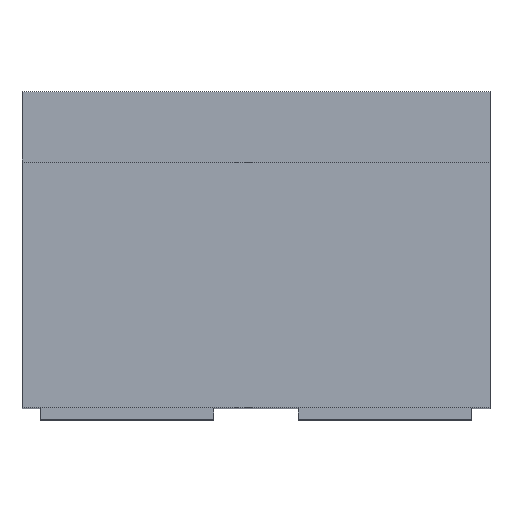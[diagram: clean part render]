
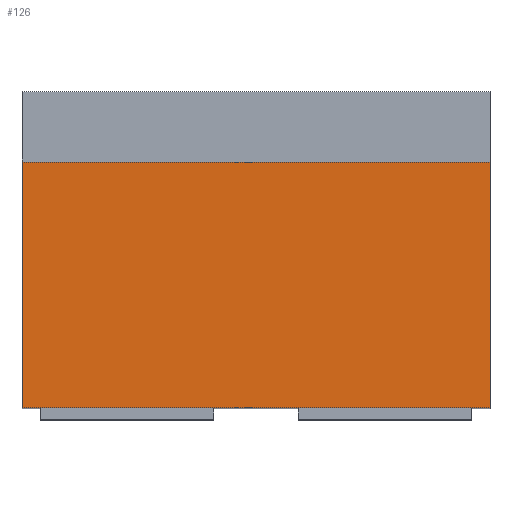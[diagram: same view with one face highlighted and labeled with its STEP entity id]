
A CAD part, top view. The second image highlights one B-rep face of the part: STEP entity #126.
In plain terms, the highlighted planar face has unit normal (0, 0, 1).
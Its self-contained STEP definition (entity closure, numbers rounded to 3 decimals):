
#31 = DIRECTION ( 'NONE',  ( -1., 0., 0. ) ) ;
#119 = VECTOR ( 'NONE', #1055, 1000. ) ;
#126 = ADVANCED_FACE ( 'NONE', ( #1459 ), #1696, .F. ) ;
#245 = CARTESIAN_POINT ( 'NONE',  ( -0.5, 0.55, 0.5 ) ) ;
#345 = EDGE_CURVE ( 'NONE', #1686, #1707, #632, .T. ) ;
#447 = CARTESIAN_POINT ( 'NONE',  ( -0.5, 0.025, 0.5 ) ) ;
#451 = EDGE_CURVE ( 'NONE', #1902, #1416, #963, .T. ) ;
#483 = CARTESIAN_POINT ( 'NONE',  ( -0.5, 0.55, 0.5 ) ) ;
#632 = LINE ( 'NONE', #245, #1778 ) ;
#642 = ORIENTED_EDGE ( 'NONE', *, *, #345, .T. ) ;
#666 = ORIENTED_EDGE ( 'NONE', *, *, #451, .F. ) ;
#709 = CARTESIAN_POINT ( 'NONE',  ( 0.5, 0.025, 0.5 ) ) ;
#720 = VECTOR ( 'NONE', #1494, 1000. ) ;
#738 = CARTESIAN_POINT ( 'NONE',  ( 0.5, 0.55, 0.5 ) ) ;
#812 = DIRECTION ( 'NONE',  ( 0., 0., -1. ) ) ;
#835 = CARTESIAN_POINT ( 'NONE',  ( -0.5, 0.55, 0.5 ) ) ;
#962 = CARTESIAN_POINT ( 'NONE',  ( -0.5, 0.025, 0.5 ) ) ;
#963 = LINE ( 'NONE', #1646, #119 ) ;
#1050 = EDGE_CURVE ( 'NONE', #1686, #1902, #1286, .T. ) ;
#1054 = LINE ( 'NONE', #447, #720 ) ;
#1055 = DIRECTION ( 'NONE',  ( 0., -1., 0. ) ) ;
#1278 = DIRECTION ( 'NONE',  ( 1., 0., 0. ) ) ;
#1286 = LINE ( 'NONE', #835, #1361 ) ;
#1361 = VECTOR ( 'NONE', #1278, 1000. ) ;
#1416 = VERTEX_POINT ( 'NONE', #709 ) ;
#1423 = AXIS2_PLACEMENT_3D ( 'NONE', #483, #812, #31 ) ;
#1459 = FACE_OUTER_BOUND ( 'NONE', #1523, .T. ) ;
#1494 = DIRECTION ( 'NONE',  ( 1., 0., 0. ) ) ;
#1523 = EDGE_LOOP ( 'NONE', ( #1951, #666, #1539, #642 ) ) ;
#1539 = ORIENTED_EDGE ( 'NONE', *, *, #1050, .F. ) ;
#1555 = EDGE_CURVE ( 'NONE', #1707, #1416, #1054, .T. ) ;
#1607 = DIRECTION ( 'NONE',  ( 0., -1., 0. ) ) ;
#1646 = CARTESIAN_POINT ( 'NONE',  ( 0.5, 0.55, 0.5 ) ) ;
#1686 = VERTEX_POINT ( 'NONE', #1709 ) ;
#1696 = PLANE ( 'NONE',  #1423 ) ;
#1707 = VERTEX_POINT ( 'NONE', #962 ) ;
#1709 = CARTESIAN_POINT ( 'NONE',  ( -0.5, 0.55, 0.5 ) ) ;
#1778 = VECTOR ( 'NONE', #1607, 1000. ) ;
#1902 = VERTEX_POINT ( 'NONE', #738 ) ;
#1951 = ORIENTED_EDGE ( 'NONE', *, *, #1555, .T. ) ;
